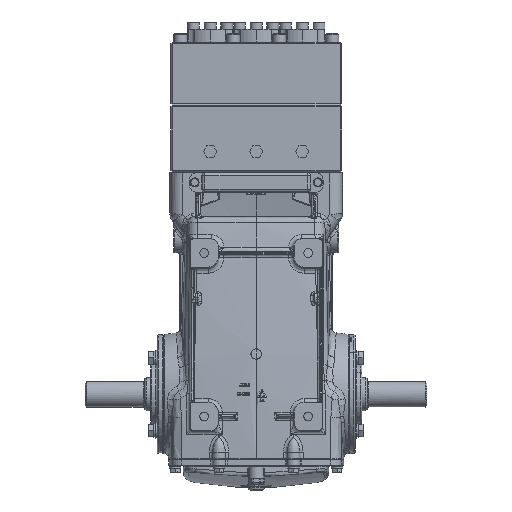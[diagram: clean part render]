
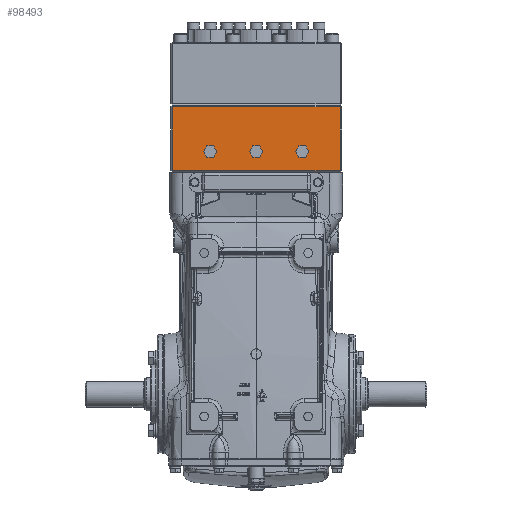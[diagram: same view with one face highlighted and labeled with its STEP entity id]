
A CAD part, front view. The second image highlights one B-rep face of the part: STEP entity #98493.
In plain terms, the highlighted planar face has unit normal (0, -1, 0).
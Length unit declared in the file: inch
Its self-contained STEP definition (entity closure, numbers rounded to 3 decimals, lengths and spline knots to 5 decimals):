
#630 = VERTEX_POINT ( 'NONE', #80300 ) ;
#639 = CARTESIAN_POINT ( 'NONE',  ( -4.52756, -3.93701, 15.31496 ) ) ;
#1130 = EDGE_LOOP ( 'NONE', ( #66128, #97132 ) ) ;
#7879 = ORIENTED_EDGE ( 'NONE', *, *, #24302, .T. ) ;
#8001 = DIRECTION ( 'NONE',  ( 0., -1., 0. ) ) ;
#8353 = LINE ( 'NONE', #45646, #90791 ) ;
#9829 = FACE_BOUND ( 'NONE', #100490, .T. ) ;
#10426 = CARTESIAN_POINT ( 'NONE',  ( -2.44094, -3.93701, 12.60852 ) ) ;
#13397 = CARTESIAN_POINT ( 'NONE',  ( 2.44094, -3.93701, 12.85433 ) ) ;
#13687 = CARTESIAN_POINT ( 'NONE',  ( 4.44882, -3.93701, 11.85039 ) ) ;
#15031 = LINE ( 'NONE', #52307, #99190 ) ;
#19554 = CARTESIAN_POINT ( 'NONE',  ( 4.44882, -3.93701, 15.31496 ) ) ;
#19921 = CARTESIAN_POINT ( 'NONE',  ( 4.52756, -3.93701, 11.85039 ) ) ;
#20502 = CIRCLE ( 'NONE', #36162, 0.24581 ) ;
#20762 = AXIS2_PLACEMENT_3D ( 'NONE', #63667, #8001, #45297 ) ;
#20922 = VERTEX_POINT ( 'NONE', #102162 ) ;
#23178 = CARTESIAN_POINT ( 'NONE',  ( 0., -3.93701, 12.85433 ) ) ;
#23690 = EDGE_LOOP ( 'NONE', ( #94407, #27997 ) ) ;
#24302 = EDGE_CURVE ( 'NONE', #41605, #78190, #8353, .T. ) ;
#25176 = DIRECTION ( 'NONE',  ( 0., -1., 0. ) ) ;
#27997 = ORIENTED_EDGE ( 'NONE', *, *, #115776, .F. ) ;
#30672 = CARTESIAN_POINT ( 'NONE',  ( -4.44882, -3.93701, 15.23622 ) ) ;
#31209 = VERTEX_POINT ( 'NONE', #119645 ) ;
#31675 = DIRECTION ( 'NONE',  ( 0., -1., 0. ) ) ;
#33032 = EDGE_CURVE ( 'NONE', #20922, #31209, #42741, .T. ) ;
#34538 = CARTESIAN_POINT ( 'NONE',  ( 4.44882, -3.93701, 15.23622 ) ) ;
#36162 = AXIS2_PLACEMENT_3D ( 'NONE', #115521, #31675, #68964 ) ;
#36513 = CARTESIAN_POINT ( 'NONE',  ( -2.44094, -3.93701, 12.85433 ) ) ;
#36574 = CIRCLE ( 'NONE', #104974, 0.24581 ) ;
#37958 = DIRECTION ( 'NONE',  ( 0., 1., 0. ) ) ;
#38378 = AXIS2_PLACEMENT_3D ( 'NONE', #23178, #60473, #97813 ) ;
#41605 = VERTEX_POINT ( 'NONE', #30672 ) ;
#42741 = CIRCLE ( 'NONE', #111182, 0.24581 ) ;
#45297 = DIRECTION ( 'NONE',  ( 0., 0., -1. ) ) ;
#45646 = CARTESIAN_POINT ( 'NONE',  ( -4.44882, -3.93701, 15.31496 ) ) ;
#47130 = FACE_OUTER_BOUND ( 'NONE', #120747, .T. ) ;
#49749 = CIRCLE ( 'NONE', #118204, 0.24581 ) ;
#50677 = DIRECTION ( 'NONE',  ( 0., -1., 0. ) ) ;
#52307 = CARTESIAN_POINT ( 'NONE',  ( -4.52756, -3.93701, 15.23622 ) ) ;
#53417 = VERTEX_POINT ( 'NONE', #34538 ) ;
#56305 = FACE_BOUND ( 'NONE', #1130, .T. ) ;
#56853 = DIRECTION ( 'NONE',  ( 0., 0., 1. ) ) ;
#57224 = DIRECTION ( 'NONE',  ( 1., 0., 0. ) ) ;
#60473 = DIRECTION ( 'NONE',  ( 0., -1., 0. ) ) ;
#62312 = ORIENTED_EDGE ( 'NONE', *, *, #100697, .T. ) ;
#62463 = DIRECTION ( 'NONE',  ( 0., 0., -1. ) ) ;
#63498 = VERTEX_POINT ( 'NONE', #106661 ) ;
#63667 = CARTESIAN_POINT ( 'NONE',  ( 2.44094, -3.93701, 12.85433 ) ) ;
#64040 = VERTEX_POINT ( 'NONE', #85425 ) ;
#66128 = ORIENTED_EDGE ( 'NONE', *, *, #83766, .F. ) ;
#67038 = VECTOR ( 'NONE', #57224, 39.37008 ) ;
#68245 = EDGE_CURVE ( 'NONE', #630, #64040, #91136, .T. ) ;
#68964 = DIRECTION ( 'NONE',  ( 0., 0., -1. ) ) ;
#70907 = EDGE_CURVE ( 'NONE', #115506, #53417, #103396, .T. ) ;
#73505 = CIRCLE ( 'NONE', #20762, 0.24581 ) ;
#73788 = DIRECTION ( 'NONE',  ( 0., -1., 0. ) ) ;
#75256 = DIRECTION ( 'NONE',  ( 0., 0., 1. ) ) ;
#78190 = VERTEX_POINT ( 'NONE', #84847 ) ;
#80300 = CARTESIAN_POINT ( 'NONE',  ( 0., -3.93701, 12.60852 ) ) ;
#82970 = DIRECTION ( 'NONE',  ( 0., 0., -1. ) ) ;
#83766 = EDGE_CURVE ( 'NONE', #98507, #63498, #20502, .T. ) ;
#84435 = PLANE ( 'NONE',  #96081 ) ;
#84847 = CARTESIAN_POINT ( 'NONE',  ( -4.44882, -3.93701, 11.85039 ) ) ;
#85425 = CARTESIAN_POINT ( 'NONE',  ( 0., -3.93701, 13.10015 ) ) ;
#85482 = EDGE_CURVE ( 'NONE', #31209, #20922, #73505, .T. ) ;
#87623 = ORIENTED_EDGE ( 'NONE', *, *, #85482, .F. ) ;
#88020 = DIRECTION ( 'NONE',  ( 0., 0., -1. ) ) ;
#89498 = EDGE_CURVE ( 'NONE', #53417, #41605, #15031, .T. ) ;
#89661 = DIRECTION ( 'NONE',  ( -1., 0., 0. ) ) ;
#90791 = VECTOR ( 'NONE', #82970, 39.37008 ) ;
#91136 = CIRCLE ( 'NONE', #38378, 0.24581 ) ;
#93659 = FACE_BOUND ( 'NONE', #23690, .T. ) ;
#94407 = ORIENTED_EDGE ( 'NONE', *, *, #68245, .F. ) ;
#96081 = AXIS2_PLACEMENT_3D ( 'NONE', #639, #37958, #75256 ) ;
#97132 = ORIENTED_EDGE ( 'NONE', *, *, #108071, .F. ) ;
#97813 = DIRECTION ( 'NONE',  ( 0., 0., -1. ) ) ;
#98493 = ADVANCED_FACE ( 'NONE', ( #56305, #93659, #9829, #47130 ), #84435, .F. ) ;
#98507 = VERTEX_POINT ( 'NONE', #10426 ) ;
#99190 = VECTOR ( 'NONE', #89661, 39.37008 ) ;
#99727 = ORIENTED_EDGE ( 'NONE', *, *, #89498, .T. ) ;
#100490 = EDGE_LOOP ( 'NONE', ( #87623, #106186 ) ) ;
#100697 = EDGE_CURVE ( 'NONE', #78190, #115506, #103770, .T. ) ;
#102162 = CARTESIAN_POINT ( 'NONE',  ( 2.44094, -3.93701, 13.10015 ) ) ;
#103396 = LINE ( 'NONE', #19554, #120851 ) ;
#103770 = LINE ( 'NONE', #19921, #67038 ) ;
#104974 = AXIS2_PLACEMENT_3D ( 'NONE', #36513, #73788, #111177 ) ;
#106186 = ORIENTED_EDGE ( 'NONE', *, *, #33032, .F. ) ;
#106661 = CARTESIAN_POINT ( 'NONE',  ( -2.44094, -3.93701, 13.10015 ) ) ;
#108071 = EDGE_CURVE ( 'NONE', #63498, #98507, #36574, .T. ) ;
#108996 = CARTESIAN_POINT ( 'NONE',  ( 0., -3.93701, 12.85433 ) ) ;
#111177 = DIRECTION ( 'NONE',  ( 0., 0., -1. ) ) ;
#111182 = AXIS2_PLACEMENT_3D ( 'NONE', #13397, #50677, #88020 ) ;
#115506 = VERTEX_POINT ( 'NONE', #13687 ) ;
#115521 = CARTESIAN_POINT ( 'NONE',  ( -2.44094, -3.93701, 12.85433 ) ) ;
#115776 = EDGE_CURVE ( 'NONE', #64040, #630, #49749, .T. ) ;
#118204 = AXIS2_PLACEMENT_3D ( 'NONE', #108996, #25176, #62463 ) ;
#119417 = ORIENTED_EDGE ( 'NONE', *, *, #70907, .T. ) ;
#119645 = CARTESIAN_POINT ( 'NONE',  ( 2.44094, -3.93701, 12.60852 ) ) ;
#120747 = EDGE_LOOP ( 'NONE', ( #62312, #119417, #99727, #7879 ) ) ;
#120851 = VECTOR ( 'NONE', #56853, 39.37008 ) ;
